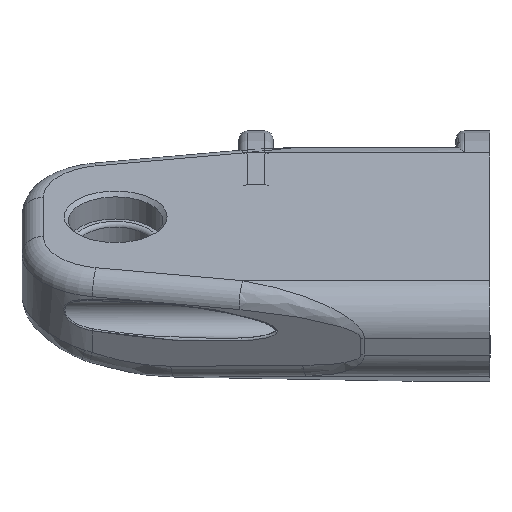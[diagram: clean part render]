
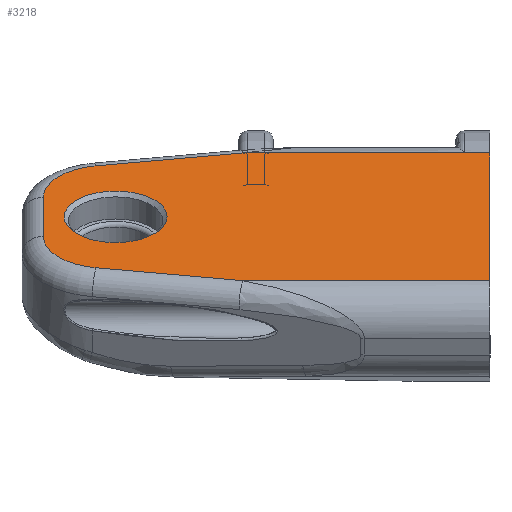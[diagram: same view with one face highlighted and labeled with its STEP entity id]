
A CAD part, left-side view. The second image highlights one B-rep face of the part: STEP entity #3218.
In plain terms, the highlighted face is planar.
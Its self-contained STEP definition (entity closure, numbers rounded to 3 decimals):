
#238=FACE_BOUND('',#698,.T.);
#269=PLANE('',#3549);
#477=FACE_OUTER_BOUND('',#697,.T.);
#697=EDGE_LOOP('',(#2558,#2559,#2560,#2561,#2562,#2563,#2564,#2565));
#698=EDGE_LOOP('',(#2566));
#879=LINE('',#6320,#1080);
#892=LINE('',#6501,#1093);
#893=LINE('',#6502,#1094);
#894=LINE('',#6504,#1095);
#895=LINE('',#6506,#1096);
#896=LINE('',#6510,#1097);
#1080=VECTOR('',#4132,10.);
#1093=VECTOR('',#4209,10.);
#1094=VECTOR('',#4210,10.);
#1095=VECTOR('',#4211,10.);
#1096=VECTOR('',#4212,10.);
#1097=VECTOR('',#4215,10.);
#1305=CIRCLE('',#3546,12.1);
#1307=CIRCLE('',#3550,15.);
#1308=CIRCLE('',#3551,15.);
#1481=VERTEX_POINT('',#6317);
#1482=VERTEX_POINT('',#6319);
#1509=VERTEX_POINT('',#6491);
#1511=VERTEX_POINT('',#6499);
#1512=VERTEX_POINT('',#6500);
#1513=VERTEX_POINT('',#6503);
#1514=VERTEX_POINT('',#6505);
#1515=VERTEX_POINT('',#6507);
#1516=VERTEX_POINT('',#6509);
#1848=EDGE_CURVE('',#1481,#1482,#879,.T.);
#1881=EDGE_CURVE('',#1509,#1509,#1305,.T.);
#1885=EDGE_CURVE('',#1511,#1512,#892,.T.);
#1886=EDGE_CURVE('',#1482,#1511,#893,.T.);
#1887=EDGE_CURVE('',#1513,#1481,#894,.T.);
#1888=EDGE_CURVE('',#1514,#1513,#895,.T.);
#1889=EDGE_CURVE('',#1515,#1514,#1307,.T.);
#1890=EDGE_CURVE('',#1516,#1515,#896,.T.);
#1891=EDGE_CURVE('',#1512,#1516,#1308,.T.);
#2558=ORIENTED_EDGE('',*,*,#1885,.F.);
#2559=ORIENTED_EDGE('',*,*,#1886,.F.);
#2560=ORIENTED_EDGE('',*,*,#1848,.F.);
#2561=ORIENTED_EDGE('',*,*,#1887,.F.);
#2562=ORIENTED_EDGE('',*,*,#1888,.F.);
#2563=ORIENTED_EDGE('',*,*,#1889,.F.);
#2564=ORIENTED_EDGE('',*,*,#1890,.F.);
#2565=ORIENTED_EDGE('',*,*,#1891,.F.);
#2566=ORIENTED_EDGE('',*,*,#1881,.F.);
#3218=ADVANCED_FACE('',(#477,#238),#269,.T.);
#3546=AXIS2_PLACEMENT_3D('',#6492,#4199,#4200);
#3549=AXIS2_PLACEMENT_3D('',#6498,#4207,#4208);
#3550=AXIS2_PLACEMENT_3D('',#6508,#4213,#4214);
#3551=AXIS2_PLACEMENT_3D('',#6511,#4216,#4217);
#4132=DIRECTION('',(0.,0.,-1.));
#4199=DIRECTION('center_axis',(-1.,0.,0.));
#4200=DIRECTION('ref_axis',(0.,0.,1.));
#4207=DIRECTION('center_axis',(-1.,0.,0.));
#4208=DIRECTION('ref_axis',(0.,0.,1.));
#4209=DIRECTION('',(0.,0.985,0.172));
#4210=DIRECTION('',(0.,1.,0.));
#4211=DIRECTION('',(0.,-1.,0.));
#4212=DIRECTION('',(0.,-0.985,0.172));
#4213=DIRECTION('center_axis',(1.,0.,0.));
#4214=DIRECTION('ref_axis',(0.,0.766,0.643));
#4215=DIRECTION('',(0.,0.,1.));
#4216=DIRECTION('center_axis',(1.,0.,0.));
#4217=DIRECTION('ref_axis',(0.,0.766,-0.643));
#6317=CARTESIAN_POINT('',(-10.,-10.,61.));
#6319=CARTESIAN_POINT('',(-10.,-10.,1.));
#6320=CARTESIAN_POINT('',(-10.,-10.,71.));
#6491=CARTESIAN_POINT('',(-10.,78.,18.9));
#6492=CARTESIAN_POINT('Origin',(-10.,78.,31.));
#6498=CARTESIAN_POINT('Origin',(-10.,0.,-9.));
#6499=CARTESIAN_POINT('',(-10.,48.137,1.));
#6500=CARTESIAN_POINT('',(-10.,82.586,7.028));
#6501=CARTESIAN_POINT('',(-10.,9.435,-5.773));
#6502=CARTESIAN_POINT('',(-10.,0.,1.));
#6503=CARTESIAN_POINT('',(-10.,48.137,61.));
#6504=CARTESIAN_POINT('',(-10.,0.,61.));
#6505=CARTESIAN_POINT('',(-10.,82.586,54.972));
#6506=CARTESIAN_POINT('',(-10.,56.227,59.584));
#6507=CARTESIAN_POINT('',(-10.,95.,40.196));
#6508=CARTESIAN_POINT('Origin',(-10.,80.,40.196));
#6509=CARTESIAN_POINT('',(-10.,95.,21.804));
#6510=CARTESIAN_POINT('',(-10.,95.,11.));
#6511=CARTESIAN_POINT('Origin',(-10.,80.,21.804));
